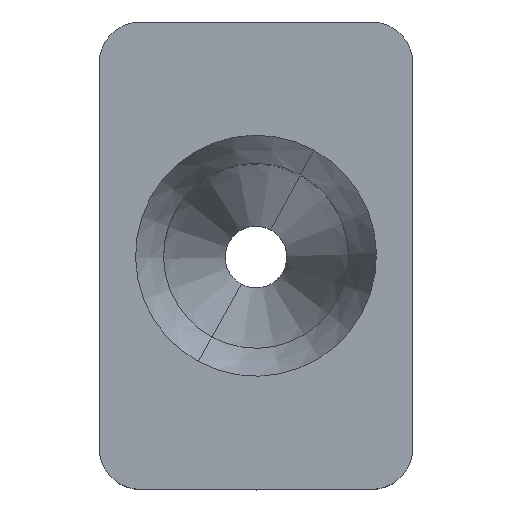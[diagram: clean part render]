
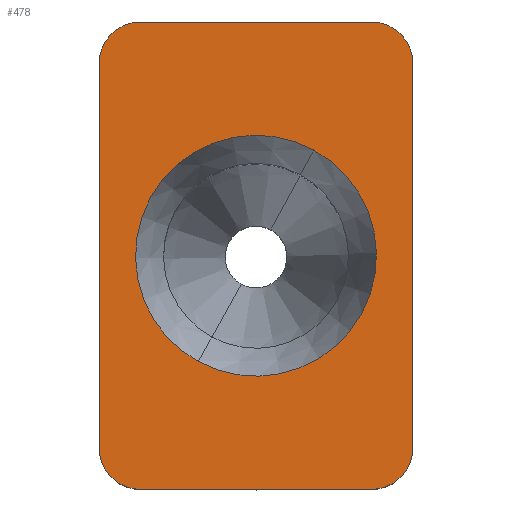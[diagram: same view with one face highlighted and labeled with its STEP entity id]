
A CAD part, top view. The second image highlights one B-rep face of the part: STEP entity #478.
In plain terms, the highlighted planar face has unit normal (0, 0, 1).
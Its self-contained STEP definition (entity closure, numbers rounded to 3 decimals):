
#185=AXIS2_PLACEMENT_3D('Circle Axis2P3D',#183,#184,$) ;
#233=AXIS2_PLACEMENT_3D('Circle Axis2P3D',#231,#232,$) ;
#422=AXIS2_PLACEMENT_3D('Plane Axis2P3D',#419,#420,#421) ;
#426=AXIS2_PLACEMENT_3D('Circle Axis2P3D',#424,#425,$) ;
#442=AXIS2_PLACEMENT_3D('Circle Axis2P3D',#440,#441,$) ;
#462=AXIS2_PLACEMENT_3D('Circle Axis2P3D',#460,#461,$) ;
#471=AXIS2_PLACEMENT_3D('Circle Axis2P3D',#469,#470,$) ;
#180=CARTESIAN_POINT('Vertex',(3.05,0.4,8.35)) ;
#183=CARTESIAN_POINT('Axis2P3D Location',(2.65,0.4,8.35)) ;
#187=CARTESIAN_POINT('Vertex',(2.65,0.,8.35)) ;
#207=CARTESIAN_POINT('Line Origine',(1.525,0.,8.35)) ;
#211=CARTESIAN_POINT('Vertex',(0.4,0.,8.35)) ;
#231=CARTESIAN_POINT('Axis2P3D Location',(0.4,0.4,8.35)) ;
#235=CARTESIAN_POINT('Vertex',(0.,0.4,8.35)) ;
#255=CARTESIAN_POINT('Line Origine',(0.,2.275,8.35)) ;
#259=CARTESIAN_POINT('Vertex',(0.,4.15,8.35)) ;
#419=CARTESIAN_POINT('Axis2P3D Location',(1.525,2.275,8.35)) ;
#424=CARTESIAN_POINT('Axis2P3D Location',(2.65,4.15,8.35)) ;
#428=CARTESIAN_POINT('Vertex',(2.65,4.55,8.35)) ;
#430=CARTESIAN_POINT('Vertex',(3.05,4.15,8.35)) ;
#433=CARTESIAN_POINT('Line Origine',(1.525,4.55,8.35)) ;
#437=CARTESIAN_POINT('Vertex',(0.4,4.55,8.35)) ;
#440=CARTESIAN_POINT('Axis2P3D Location',(0.4,4.15,8.35)) ;
#445=CARTESIAN_POINT('Line Origine',(3.05,2.275,8.35)) ;
#460=CARTESIAN_POINT('Axis2P3D Location',(1.525,2.275,8.35)) ;
#464=CARTESIAN_POINT('Vertex',(2.087,3.304,8.35)) ;
#466=CARTESIAN_POINT('Vertex',(0.963,1.246,8.35)) ;
#469=CARTESIAN_POINT('Axis2P3D Location',(1.525,2.275,8.35)) ;
#184=DIRECTION('Axis2P3D Direction',(0.,0.,-1.)) ;
#208=DIRECTION('Vector Direction',(1.,0.,0.)) ;
#232=DIRECTION('Axis2P3D Direction',(0.,0.,-1.)) ;
#256=DIRECTION('Vector Direction',(0.,-1.,0.)) ;
#420=DIRECTION('Axis2P3D Direction',(0.,0.,-1.)) ;
#421=DIRECTION('Axis2P3D XDirection',(0.,1.,0.)) ;
#425=DIRECTION('Axis2P3D Direction',(0.,0.,-1.)) ;
#434=DIRECTION('Vector Direction',(1.,0.,0.)) ;
#441=DIRECTION('Axis2P3D Direction',(0.,0.,-1.)) ;
#446=DIRECTION('Vector Direction',(0.,-1.,0.)) ;
#461=DIRECTION('Axis2P3D Direction',(0.,0.,-1.)) ;
#470=DIRECTION('Axis2P3D Direction',(0.,0.,-1.)) ;
#209=VECTOR('Line Direction',#208,1.) ;
#257=VECTOR('Line Direction',#256,1.) ;
#435=VECTOR('Line Direction',#434,1.) ;
#447=VECTOR('Line Direction',#446,1.) ;
#451=ORIENTED_EDGE('',*,*,#432,.F.) ;
#452=ORIENTED_EDGE('',*,*,#439,.F.) ;
#453=ORIENTED_EDGE('',*,*,#444,.F.) ;
#454=ORIENTED_EDGE('',*,*,#261,.F.) ;
#455=ORIENTED_EDGE('',*,*,#237,.F.) ;
#456=ORIENTED_EDGE('',*,*,#213,.F.) ;
#457=ORIENTED_EDGE('',*,*,#189,.F.) ;
#458=ORIENTED_EDGE('',*,*,#449,.F.) ;
#475=ORIENTED_EDGE('',*,*,#468,.T.) ;
#476=ORIENTED_EDGE('',*,*,#473,.T.) ;
#477=FACE_BOUND('',#474,.T.) ;
#478=ADVANCED_FACE('K\X2\00F6\X0\rper.2 ( *SOL1 - wsp *MASTER -  )',(#459,#477),#423,.F.) ;
#186=CIRCLE('generated circle',#185,0.4) ;
#234=CIRCLE('generated circle',#233,0.4) ;
#427=CIRCLE('generated circle',#426,0.4) ;
#443=CIRCLE('generated circle',#442,0.4) ;
#463=CIRCLE('generated circle',#462,1.173) ;
#472=CIRCLE('generated circle',#471,1.173) ;
#189=EDGE_CURVE('',#181,#188,#186,.T.) ;
#213=EDGE_CURVE('',#188,#212,#210,.F.) ;
#237=EDGE_CURVE('',#212,#236,#234,.T.) ;
#261=EDGE_CURVE('',#236,#260,#258,.F.) ;
#432=EDGE_CURVE('',#429,#431,#427,.T.) ;
#439=EDGE_CURVE('',#438,#429,#436,.T.) ;
#444=EDGE_CURVE('',#260,#438,#443,.T.) ;
#449=EDGE_CURVE('',#431,#181,#448,.T.) ;
#468=EDGE_CURVE('',#465,#467,#463,.T.) ;
#473=EDGE_CURVE('',#467,#465,#472,.T.) ;
#450=EDGE_LOOP('',(#451,#452,#453,#454,#455,#456,#457,#458)) ;
#474=EDGE_LOOP('',(#475,#476)) ;
#459=FACE_OUTER_BOUND('',#450,.T.) ;
#210=LINE('Line',#207,#209) ;
#258=LINE('Line',#255,#257) ;
#436=LINE('Line',#433,#435) ;
#448=LINE('Line',#445,#447) ;
#423=PLANE('',#422) ;
#181=VERTEX_POINT('',#180) ;
#188=VERTEX_POINT('',#187) ;
#212=VERTEX_POINT('',#211) ;
#236=VERTEX_POINT('',#235) ;
#260=VERTEX_POINT('',#259) ;
#429=VERTEX_POINT('',#428) ;
#431=VERTEX_POINT('',#430) ;
#438=VERTEX_POINT('',#437) ;
#465=VERTEX_POINT('',#464) ;
#467=VERTEX_POINT('',#466) ;
